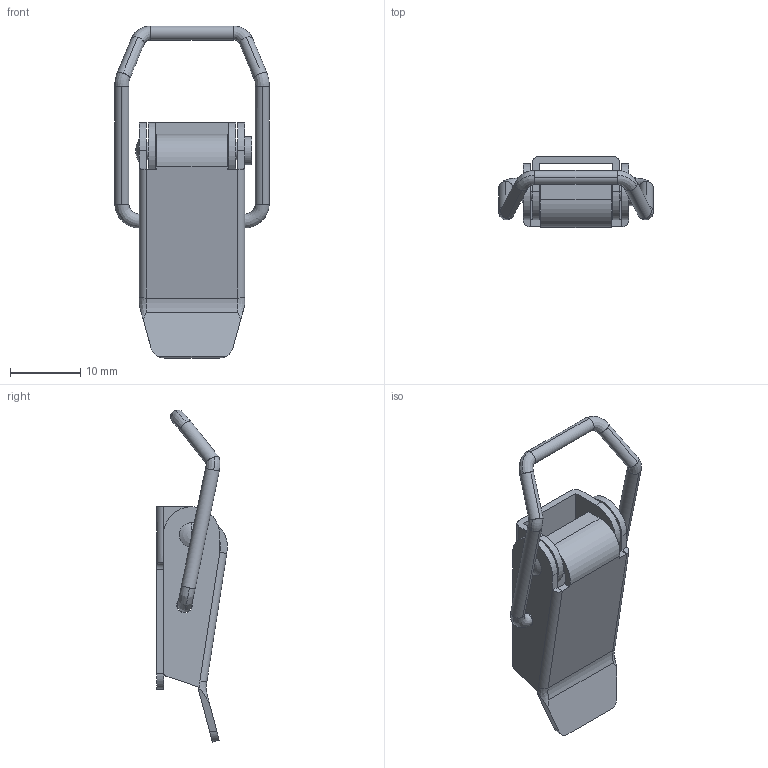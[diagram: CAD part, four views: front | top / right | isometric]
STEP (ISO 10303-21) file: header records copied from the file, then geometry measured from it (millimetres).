
FILE_DESCRIPTION( (''), '2;1');
FILE_NAME ('PC007.54972.TL_446SUS_H_29191.stp','2025-05-19T17:29:32',(''),(''),'spGate 19.8.4 (****-****-****-****)','','');
FILE_SCHEMA (('AUTOMOTIVE_DESIGN'));
Length unit declared in the file: millimetre
Products named in the file (4): Assembly; ベース; レバー; アーム
Assembly tree (3 placements, depth 2):
  Assembly
    ベース
    レバー
    アーム
Bounding box: 22 x 10.11 x 47.28 mm (x, y, z)
Volume: 1493.3 mm3; surface area: 3233.9 mm2
Topology: 3 solids, 3 shells, 107 faces, 290 edges, 189 vertices
Faces by surface type: cylinder 49, plane 41, bspline 15, sphere 2
Entity records: 7324 total; most frequent: CARTESIAN_POINT 2506, ORIENTED_EDGE 576, DIRECTION 460, COLOUR_RGB 398, PRESENTATION_STYLE_ASSIGNMENT 398, STYLED_ITEM 398, EDGE_CURVE 288, DRAUGHTING_PRE_DEFINED_CURVE_FONT 288
